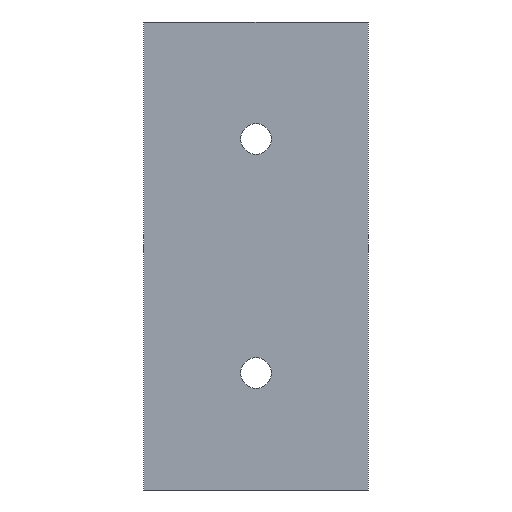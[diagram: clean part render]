
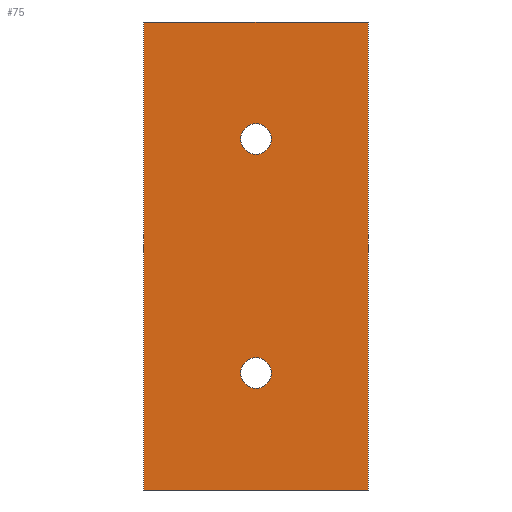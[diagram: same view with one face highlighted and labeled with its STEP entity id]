
A CAD part, front view. The second image highlights one B-rep face of the part: STEP entity #75.
In plain terms, the highlighted planar face has unit normal (0, -1, 0).
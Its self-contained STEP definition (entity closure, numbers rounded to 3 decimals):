
#75 = ADVANCED_FACE( '', ( #90, #91, #92 ), #93, .T. );
#90 = FACE_BOUND( '', #128, .T. );
#91 = FACE_BOUND( '', #129, .T. );
#92 = FACE_OUTER_BOUND( '', #130, .T. );
#93 = PLANE( '', #131 );
#128 = EDGE_LOOP( '', ( #166 ) );
#129 = EDGE_LOOP( '', ( #167 ) );
#130 = EDGE_LOOP( '', ( #168, #169, #170, #171 ) );
#131 = AXIS2_PLACEMENT_3D( '', #172, #173, #174 );
#166 = ORIENTED_EDGE( '', *, *, #260, .F. );
#167 = ORIENTED_EDGE( '', *, *, #261, .F. );
#168 = ORIENTED_EDGE( '', *, *, #262, .F. );
#169 = ORIENTED_EDGE( '', *, *, #263, .F. );
#170 = ORIENTED_EDGE( '', *, *, #264, .T. );
#171 = ORIENTED_EDGE( '', *, *, #265, .T. );
#172 = CARTESIAN_POINT( '', ( -24., 0., -100. ) );
#173 = DIRECTION( '', ( 0., -1., 0. ) );
#174 = DIRECTION( '', ( 0., 0., -1. ) );
#260 = EDGE_CURVE( '', #286, #286, #287, .T. );
#261 = EDGE_CURVE( '', #288, #288, #289, .T. );
#262 = EDGE_CURVE( '', #290, #291, #292, .T. );
#263 = EDGE_CURVE( '', #293, #290, #294, .T. );
#264 = EDGE_CURVE( '', #293, #295, #296, .T. );
#265 = EDGE_CURVE( '', #295, #291, #297, .T. );
#286 = VERTEX_POINT( '', #332 );
#287 = CIRCLE( '', #333, 3.3 );
#288 = VERTEX_POINT( '', #334 );
#289 = CIRCLE( '', #335, 3.3 );
#290 = VERTEX_POINT( '', #336 );
#291 = VERTEX_POINT( '', #337 );
#292 = LINE( '', #338, #339 );
#293 = VERTEX_POINT( '', #340 );
#294 = LINE( '', #341, #342 );
#295 = VERTEX_POINT( '', #343 );
#296 = LINE( '', #344, #345 );
#297 = LINE( '', #346, #347 );
#332 = CARTESIAN_POINT( '', ( 0., 0., -78.3 ) );
#333 = AXIS2_PLACEMENT_3D( '', #392, #393, #394 );
#334 = CARTESIAN_POINT( '', ( 0., 0., -28.3 ) );
#335 = AXIS2_PLACEMENT_3D( '', #395, #396, #397 );
#336 = CARTESIAN_POINT( '', ( -24., 0., 0. ) );
#337 = CARTESIAN_POINT( '', ( 24., 0., 0. ) );
#338 = CARTESIAN_POINT( '', ( -24., 0., 0. ) );
#339 = VECTOR( '', #398, 1000. );
#340 = CARTESIAN_POINT( '', ( -24., 0., -100. ) );
#341 = CARTESIAN_POINT( '', ( -24., 0., -100. ) );
#342 = VECTOR( '', #399, 1000. );
#343 = CARTESIAN_POINT( '', ( 24., 0., -100. ) );
#344 = CARTESIAN_POINT( '', ( -24., 0., -100. ) );
#345 = VECTOR( '', #400, 1000. );
#346 = CARTESIAN_POINT( '', ( 24., 0., -100. ) );
#347 = VECTOR( '', #401, 1000. );
#392 = CARTESIAN_POINT( '', ( 0., 0., -75. ) );
#393 = DIRECTION( '', ( 0., -1., 0. ) );
#394 = DIRECTION( '', ( 0., 0., -1. ) );
#395 = CARTESIAN_POINT( '', ( 0., 0., -25. ) );
#396 = DIRECTION( '', ( 0., -1., 0. ) );
#397 = DIRECTION( '', ( 0., 0., -1. ) );
#398 = DIRECTION( '', ( 1., 0., 0. ) );
#399 = DIRECTION( '', ( 0., 0., 1. ) );
#400 = DIRECTION( '', ( 1., 0., 0. ) );
#401 = DIRECTION( '', ( 0., 0., 1. ) );
